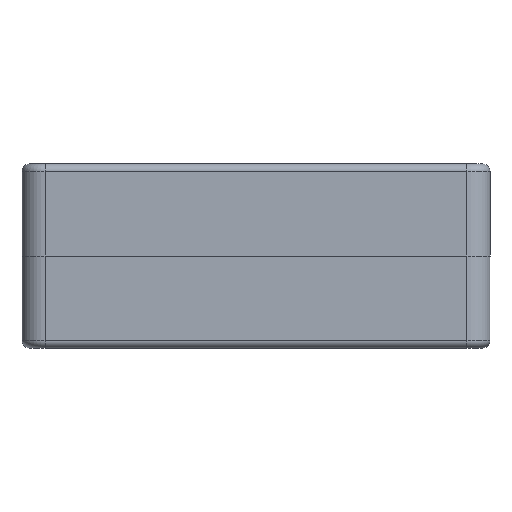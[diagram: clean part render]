
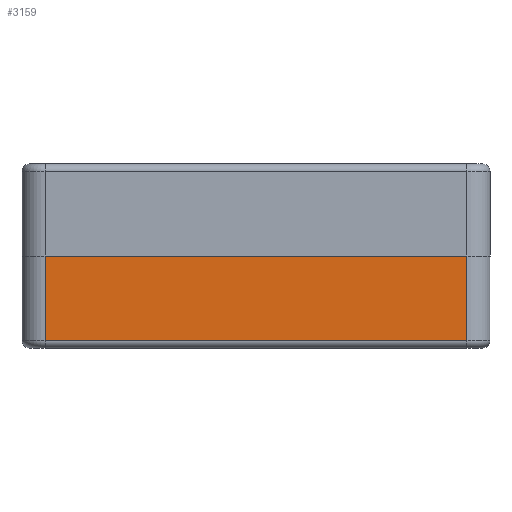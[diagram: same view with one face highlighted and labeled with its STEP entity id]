
A CAD part, front view. The second image highlights one B-rep face of the part: STEP entity #3159.
In plain terms, the highlighted planar face has unit normal (0, -1, 0).
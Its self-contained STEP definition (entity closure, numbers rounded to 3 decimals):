
#434 = DIRECTION ( 'NONE',  ( 0., 0., -1. ) ) ;
#836 = ORIENTED_EDGE ( 'NONE', *, *, #41836, .F. ) ;
#1260 = VERTEX_POINT ( 'NONE', #3310 ) ;
#1471 = LINE ( 'NONE', #27381, #37616 ) ;
#3018 = VERTEX_POINT ( 'NONE', #5569 ) ;
#3159 = ADVANCED_FACE ( 'NONE', ( #10034 ), #32523, .F. ) ;
#3310 = CARTESIAN_POINT ( 'NONE',  ( -55., -64., 24. ) ) ;
#5569 = CARTESIAN_POINT ( 'NONE',  ( -55., -64., 2. ) ) ;
#5861 = AXIS2_PLACEMENT_3D ( 'NONE', #38893, #9831, #22985 ) ;
#8140 = DIRECTION ( 'NONE',  ( 1., 0., 0. ) ) ;
#9831 = DIRECTION ( 'NONE',  ( 0., 1., 0. ) ) ;
#10034 = FACE_OUTER_BOUND ( 'NONE', #31203, .T. ) ;
#10405 = ORIENTED_EDGE ( 'NONE', *, *, #34683, .T. ) ;
#10509 = CARTESIAN_POINT ( 'NONE',  ( 0., -64., 2. ) ) ;
#10718 = LINE ( 'NONE', #36812, #39378 ) ;
#11264 = DIRECTION ( 'NONE',  ( 1., 0., 0. ) ) ;
#13189 = ORIENTED_EDGE ( 'NONE', *, *, #14900, .F. ) ;
#14900 = EDGE_CURVE ( 'NONE', #21846, #40738, #16163, .T. ) ;
#16163 = LINE ( 'NONE', #19555, #21734 ) ;
#19555 = CARTESIAN_POINT ( 'NONE',  ( 55., -64., 24. ) ) ;
#21734 = VECTOR ( 'NONE', #434, 1000. ) ;
#21846 = VERTEX_POINT ( 'NONE', #21936 ) ;
#21936 = CARTESIAN_POINT ( 'NONE',  ( 55., -64., 24. ) ) ;
#22749 = VECTOR ( 'NONE', #8140, 1000. ) ;
#22840 = EDGE_CURVE ( 'NONE', #3018, #40738, #39568, .T. ) ;
#22985 = DIRECTION ( 'NONE',  ( -1., 0., 0. ) ) ;
#27381 = CARTESIAN_POINT ( 'NONE',  ( 0., -64., 24. ) ) ;
#30399 = CARTESIAN_POINT ( 'NONE',  ( 55., -64., 2. ) ) ;
#31203 = EDGE_LOOP ( 'NONE', ( #10405, #33119, #13189, #836 ) ) ;
#32523 = PLANE ( 'NONE',  #5861 ) ;
#33119 = ORIENTED_EDGE ( 'NONE', *, *, #22840, .T. ) ;
#34683 = EDGE_CURVE ( 'NONE', #1260, #3018, #10718, .T. ) ;
#36812 = CARTESIAN_POINT ( 'NONE',  ( -55., -64., 24. ) ) ;
#37025 = DIRECTION ( 'NONE',  ( 0., 0., -1. ) ) ;
#37616 = VECTOR ( 'NONE', #11264, 1000. ) ;
#38893 = CARTESIAN_POINT ( 'NONE',  ( 0., -64., 24. ) ) ;
#39378 = VECTOR ( 'NONE', #37025, 1000. ) ;
#39568 = LINE ( 'NONE', #10509, #22749 ) ;
#40738 = VERTEX_POINT ( 'NONE', #30399 ) ;
#41836 = EDGE_CURVE ( 'NONE', #1260, #21846, #1471, .T. ) ;
